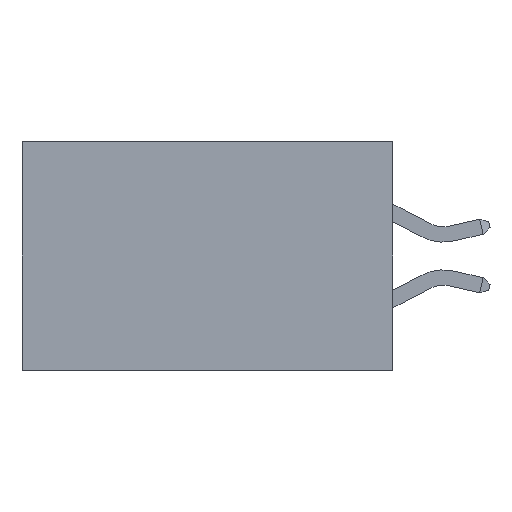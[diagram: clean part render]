
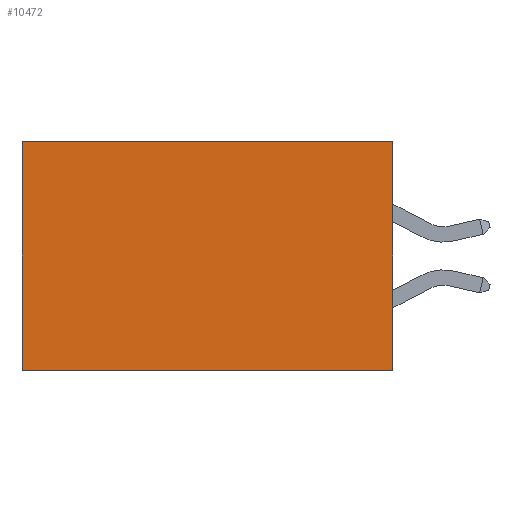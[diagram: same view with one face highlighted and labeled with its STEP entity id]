
A CAD part, left-side view. The second image highlights one B-rep face of the part: STEP entity #10472.
In plain terms, the highlighted planar face has unit normal (-1, 0, 0).
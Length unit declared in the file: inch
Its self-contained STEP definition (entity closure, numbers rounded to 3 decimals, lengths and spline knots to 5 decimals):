
#700 = DIRECTION ( 'NONE',  ( 0., 1., 0. ) ) ;
#857 = ORIENTED_EDGE ( 'NONE', *, *, #10434, .T. ) ;
#2228 = DIRECTION ( 'NONE',  ( 0., 0., -1. ) ) ;
#3353 = LINE ( 'NONE', #26084, #21354 ) ;
#4114 = VECTOR ( 'NONE', #30874, 39.37008 ) ;
#6871 = CARTESIAN_POINT ( 'NONE',  ( 0.2875, 0., -0.37 ) ) ;
#6945 = LINE ( 'NONE', #8371, #28150 ) ;
#7906 = PLANE ( 'NONE',  #20899 ) ;
#8044 = DIRECTION ( 'NONE',  ( 1., 0., 0. ) ) ;
#8371 = CARTESIAN_POINT ( 'NONE',  ( 0.2875, 0., 0. ) ) ;
#8427 = DIRECTION ( 'NONE',  ( 0., 0., -1. ) ) ;
#8600 = VERTEX_POINT ( 'NONE', #12202 ) ;
#10434 = EDGE_CURVE ( 'NONE', #22587, #12610, #3353, .T. ) ;
#10472 = ADVANCED_FACE ( 'NONE', ( #12090 ), #7906, .F. ) ;
#11965 = VERTEX_POINT ( 'NONE', #18782 ) ;
#12090 = FACE_OUTER_BOUND ( 'NONE', #15713, .T. ) ;
#12202 = CARTESIAN_POINT ( 'NONE',  ( 0.2875, 0., -0.37 ) ) ;
#12610 = VERTEX_POINT ( 'NONE', #14943 ) ;
#14943 = CARTESIAN_POINT ( 'NONE',  ( 0.2875, 0.6, -0.37 ) ) ;
#15713 = EDGE_LOOP ( 'NONE', ( #857, #20587, #21358, #36439 ) ) ;
#16150 = CARTESIAN_POINT ( 'NONE',  ( 0.2875, 0.6, 0. ) ) ;
#16825 = CARTESIAN_POINT ( 'NONE',  ( 0.2875, 0., 0. ) ) ;
#18782 = CARTESIAN_POINT ( 'NONE',  ( 0.2875, 0., 0. ) ) ;
#20587 = ORIENTED_EDGE ( 'NONE', *, *, #23788, .F. ) ;
#20899 = AXIS2_PLACEMENT_3D ( 'NONE', #16825, #8044, #2228 ) ;
#21278 = LINE ( 'NONE', #6871, #28594 ) ;
#21354 = VECTOR ( 'NONE', #8427, 39.37008 ) ;
#21358 = ORIENTED_EDGE ( 'NONE', *, *, #35472, .F. ) ;
#22587 = VERTEX_POINT ( 'NONE', #16150 ) ;
#23074 = DIRECTION ( 'NONE',  ( 0., 0., -1. ) ) ;
#23788 = EDGE_CURVE ( 'NONE', #8600, #12610, #21278, .T. ) ;
#24629 = EDGE_CURVE ( 'NONE', #11965, #22587, #37735, .T. ) ;
#25241 = CARTESIAN_POINT ( 'NONE',  ( 0.2875, 0., 0. ) ) ;
#26084 = CARTESIAN_POINT ( 'NONE',  ( 0.2875, 0.6, 0. ) ) ;
#28150 = VECTOR ( 'NONE', #23074, 39.37008 ) ;
#28594 = VECTOR ( 'NONE', #700, 39.37008 ) ;
#30874 = DIRECTION ( 'NONE',  ( 0., 1., 0. ) ) ;
#35472 = EDGE_CURVE ( 'NONE', #11965, #8600, #6945, .T. ) ;
#36439 = ORIENTED_EDGE ( 'NONE', *, *, #24629, .T. ) ;
#37735 = LINE ( 'NONE', #25241, #4114 ) ;
